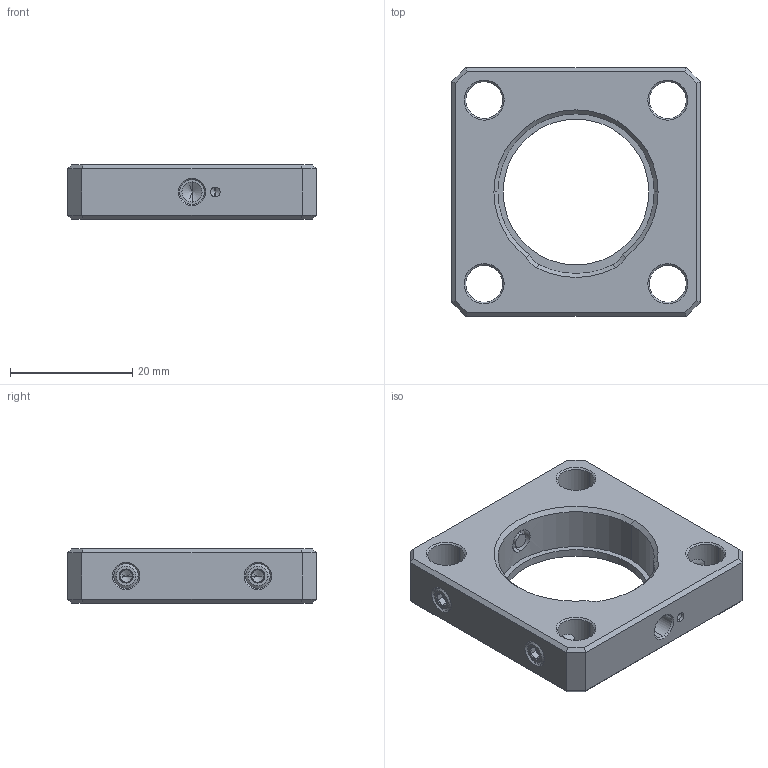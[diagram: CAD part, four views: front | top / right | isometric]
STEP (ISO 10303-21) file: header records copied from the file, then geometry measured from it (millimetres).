
FILE_DESCRIPTION (( 'STEP AP214' ), '1' );
FILE_NAME ('TTN189146-E0W.STEP', '2019-06-25T13:52:45', ( '' ), ( '' ), 'SwSTEP 2.0', 'SolidWorks 2018', '' );
FILE_SCHEMA (( 'AUTOMOTIVE_DESIGN' ));
Length unit declared in the file: inch
Products named in the file (1): TTN189146-E0W
Bounding box: 40.64 x 40.64 x 8.89 mm (x, y, z)
Volume: 8574.8 mm3; surface area: 5754.2 mm2
Topology: 6 solids, 6 shells, 513 faces, 1251 edges, 770 vertices
Faces by surface type: plane 250, bspline 109, cone 102, cylinder 52
Entity records: 23863 total; most frequent: CARTESIAN_POINT 5842, ORIENTED_EDGE 2462, DIRECTION 1989, EDGE_CURVE 1231, VERTEX_POINT 770, VECTOR 767, LINE 767, AXIS2_PLACEMENT_3D 611
